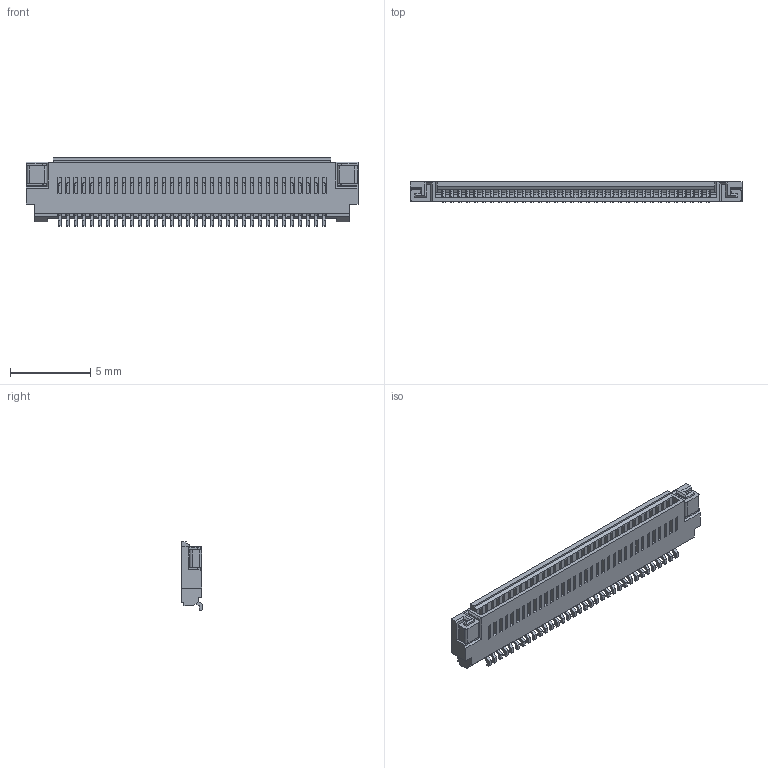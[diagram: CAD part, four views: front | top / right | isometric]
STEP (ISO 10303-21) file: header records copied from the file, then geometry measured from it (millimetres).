
FILE_DESCRIPTION((''),'2;1');
FILE_NAME('512963494','2014-05-27T',('me'),(''),'PRO/ENGINEER BY PARAMETRIC TECHNOLOGY CORPORATION, 2011490','PRO/ENGINEER BY PARAMETRIC TECHNOLOGY CORPORATION, 2011490','');
FILE_SCHEMA(('CONFIG_CONTROL_DESIGN'));
Length unit declared in the file: millimetre
Products named in the file (1): 512963494
Bounding box: 20.7 x 1.3 x 4.3 mm (x, y, z)
Volume: 54.6 mm3; surface area: 579.8 mm2
Topology: 1 solids, 1 shells, 1658 faces, 5298 edges, 3502 vertices
Faces by surface type: plane 1541, cone 68, cylinder 49
Entity records: 57327 total; most frequent: CARTESIAN_POINT 10315, ORIENTED_EDGE 10308, DIRECTION 8782, EDGE_CURVE 5154, VECTOR 5132, LINE 5132, VERTEX_POINT 3358, AXIS2_PLACEMENT_3D 1825
